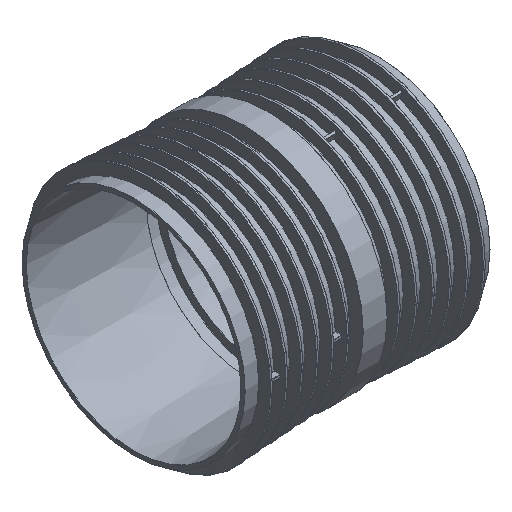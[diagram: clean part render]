
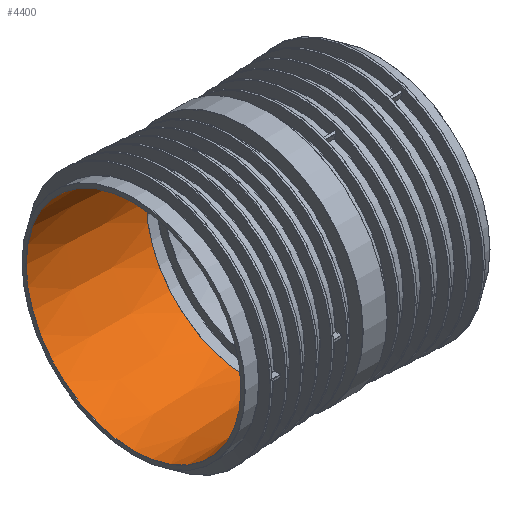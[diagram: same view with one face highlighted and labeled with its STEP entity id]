
A CAD part, isometric view. The second image highlights one B-rep face of the part: STEP entity #4400.
In plain terms, the highlighted conical face has half-angle 3 degrees and reference radius 103.269 mm.
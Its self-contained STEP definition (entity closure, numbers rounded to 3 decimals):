
#37=CONICAL_SURFACE('',#4815,103.269,0.052);
#267=LINE('',#9856,#349);
#349=VECTOR('',#5770,103.269);
#596=FACE_OUTER_BOUND('',#881,.T.);
#881=EDGE_LOOP('',(#3581,#3582,#3583,#3584,#3585,#3586));
#1168=CIRCLE('',#4812,100.311);
#1169=CIRCLE('',#4813,100.311);
#1171=CIRCLE('',#4816,106.228);
#1172=CIRCLE('',#4817,106.228);
#1839=VERTEX_POINT('',#9849);
#1840=VERTEX_POINT('',#9850);
#1841=VERTEX_POINT('',#9855);
#1842=VERTEX_POINT('',#9857);
#2452=EDGE_CURVE('',#1839,#1840,#1168,.T.);
#2453=EDGE_CURVE('',#1840,#1839,#1169,.T.);
#2455=EDGE_CURVE('',#1839,#1841,#267,.T.);
#2456=EDGE_CURVE('',#1842,#1841,#1171,.T.);
#2457=EDGE_CURVE('',#1841,#1842,#1172,.T.);
#3581=ORIENTED_EDGE('',*,*,#2452,.T.);
#3582=ORIENTED_EDGE('',*,*,#2453,.T.);
#3583=ORIENTED_EDGE('',*,*,#2455,.T.);
#3584=ORIENTED_EDGE('',*,*,#2456,.F.);
#3585=ORIENTED_EDGE('',*,*,#2457,.F.);
#3586=ORIENTED_EDGE('',*,*,#2455,.F.);
#4400=ADVANCED_FACE('',(#596),#37,.F.);
#4812=AXIS2_PLACEMENT_3D('',#9851,#5762,#5763);
#4813=AXIS2_PLACEMENT_3D('',#9852,#5764,#5765);
#4815=AXIS2_PLACEMENT_3D('',#9854,#5768,#5769);
#4816=AXIS2_PLACEMENT_3D('',#9858,#5771,#5772);
#4817=AXIS2_PLACEMENT_3D('',#9859,#5773,#5774);
#5762=DIRECTION('center_axis',(1.,0.,0.));
#5763=DIRECTION('ref_axis',(0.,0.,-1.));
#5764=DIRECTION('center_axis',(1.,0.,0.));
#5765=DIRECTION('ref_axis',(0.,0.,-1.));
#5768=DIRECTION('center_axis',(-1.,0.,0.));
#5769=DIRECTION('ref_axis',(0.,1.,0.));
#5770=DIRECTION('',(-0.999,-0.052,0.));
#5771=DIRECTION('center_axis',(1.,0.,0.));
#5772=DIRECTION('ref_axis',(0.,0.,-1.));
#5773=DIRECTION('center_axis',(1.,0.,0.));
#5774=DIRECTION('ref_axis',(0.,0.,-1.));
#9849=CARTESIAN_POINT('',(-8.16,-100.311,0.));
#9850=CARTESIAN_POINT('',(-8.16,0.,100.311));
#9851=CARTESIAN_POINT('Origin',(-8.16,0.,
0.));
#9852=CARTESIAN_POINT('Origin',(-8.16,0.,
0.));
#9854=CARTESIAN_POINT('Origin',(-64.61,0.,
0.));
#9855=CARTESIAN_POINT('',(-121.06,-106.228,0.));
#9856=CARTESIAN_POINT('',(-64.61,-103.269,0.));
#9857=CARTESIAN_POINT('',(-121.06,0.,106.228));
#9858=CARTESIAN_POINT('Origin',(-121.06,0.,0.));
#9859=CARTESIAN_POINT('Origin',(-121.06,0.,0.));
